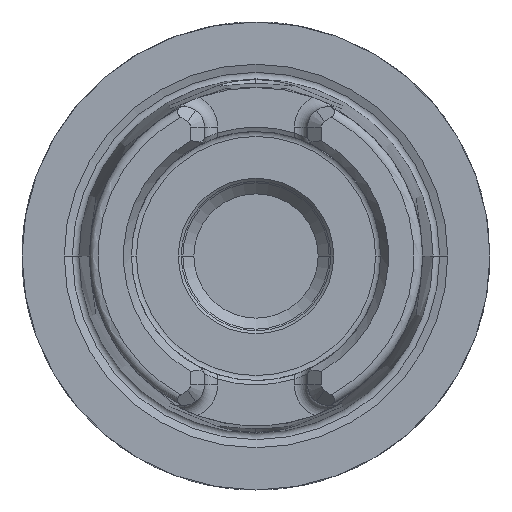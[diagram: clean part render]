
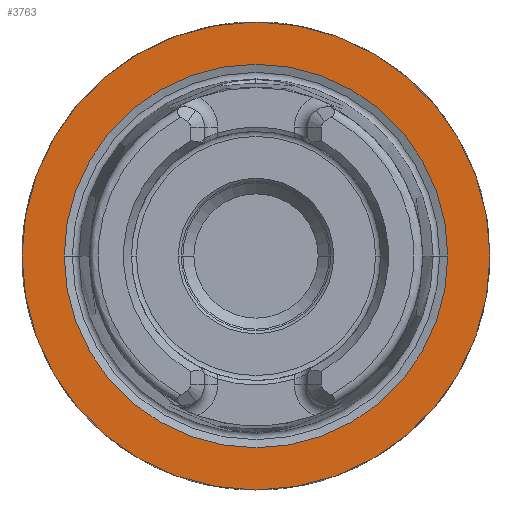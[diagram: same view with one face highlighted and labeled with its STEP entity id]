
A CAD part, left-side view. The second image highlights one B-rep face of the part: STEP entity #3763.
In plain terms, the highlighted planar face has unit normal (-1, 0, 0).
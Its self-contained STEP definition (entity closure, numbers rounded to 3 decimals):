
#652=CARTESIAN_POINT('',(0.,0.,0.));
#653=DIRECTION('',(1.,0.,0.));
#654=DIRECTION('',(0.,1.,0.));
#655=AXIS2_PLACEMENT_3D('',#652,#653,#654);
#657=CARTESIAN_POINT('',(0.,0.,0.));
#658=DIRECTION('',(-1.,0.,0.));
#659=DIRECTION('',(0.,1.,0.));
#660=AXIS2_PLACEMENT_3D('',#657,#658,#659);
#662=CARTESIAN_POINT('',(0.,0.,0.));
#663=DIRECTION('',(-1.,0.,0.));
#664=DIRECTION('',(0.,-1.,0.));
#665=AXIS2_PLACEMENT_3D('',#662,#663,#664);
#667=CARTESIAN_POINT('',(0.,0.,0.));
#668=DIRECTION('',(-1.,0.,0.));
#669=DIRECTION('',(0.,1.,0.));
#670=AXIS2_PLACEMENT_3D('',#667,#668,#669);
#2614=CARTESIAN_POINT('',(0.,-13.114,0.));
#2615=VERTEX_POINT('',#2614);
#2616=CARTESIAN_POINT('',(0.,13.114,0.));
#2617=VERTEX_POINT('',#2616);
#2963=CARTESIAN_POINT('',(0.,16.,0.));
#2964=CARTESIAN_POINT('',(0.,-16.,0.));
#2965=VERTEX_POINT('',#2963);
#2966=VERTEX_POINT('',#2964);
#3748=CARTESIAN_POINT('',(0.,0.,0.));
#3749=DIRECTION('',(1.,0.,0.));
#3750=DIRECTION('',(0.,-1.,0.));
#3751=AXIS2_PLACEMENT_3D('',#3748,#3749,#3750);
#3752=PLANE('',#3751);
#3754=ORIENTED_EDGE('',*,*,#3753,.T.);
#3756=ORIENTED_EDGE('',*,*,#3755,.F.);
#3757=EDGE_LOOP('',(#3754,#3756));
#3758=FACE_OUTER_BOUND('',#3757,.F.);
#3759=ORIENTED_EDGE('',*,*,#3743,.T.);
#3760=ORIENTED_EDGE('',*,*,#3727,.T.);
#3761=EDGE_LOOP('',(#3759,#3760));
#3762=FACE_BOUND('',#3761,.F.);
#3763=ADVANCED_FACE('',(#3758,#3762),#3752,.F.);
#656=CIRCLE('',#655,16.);
#661=CIRCLE('',#660,16.);
#666=CIRCLE('',#665,13.114);
#671=CIRCLE('',#670,13.114);
#3727=EDGE_CURVE('',#2617,#2615,#671,.T.);
#3743=EDGE_CURVE('',#2615,#2617,#666,.T.);
#3753=EDGE_CURVE('',#2965,#2966,#656,.T.);
#3755=EDGE_CURVE('',#2965,#2966,#661,.T.);
